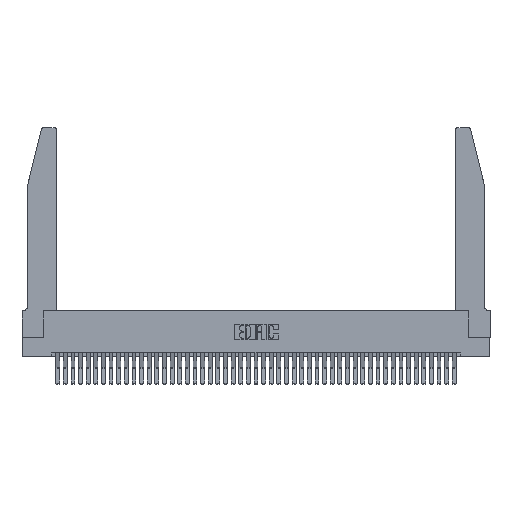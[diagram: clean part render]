
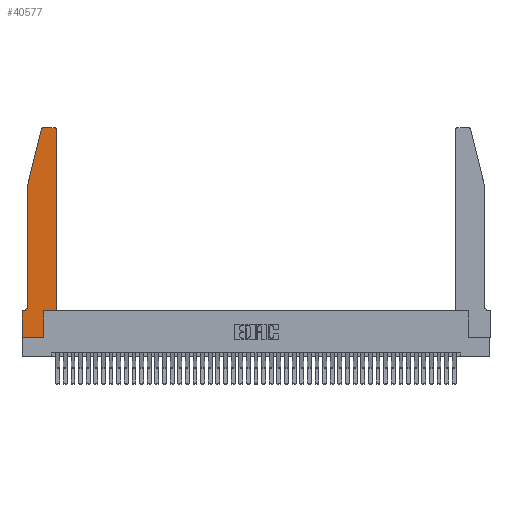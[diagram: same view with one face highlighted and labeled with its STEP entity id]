
A CAD part, top view. The second image highlights one B-rep face of the part: STEP entity #40577.
In plain terms, the highlighted planar face has unit normal (0, 0, 1).
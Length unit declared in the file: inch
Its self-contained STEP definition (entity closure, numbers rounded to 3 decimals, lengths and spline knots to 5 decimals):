
#162 = LINE ( 'NONE', #25214, #25621 ) ;
#230 = EDGE_CURVE ( 'NONE', #23103, #26804, #162, .T. ) ;
#800 = CARTESIAN_POINT ( 'NONE',  ( 0.0755, 2., 0.37 ) ) ;
#1044 = DIRECTION ( 'NONE',  ( -1., 0., 0. ) ) ;
#2395 = VERTEX_POINT ( 'NONE', #36424 ) ;
#2764 = VERTEX_POINT ( 'NONE', #22758 ) ;
#3092 = ORIENTED_EDGE ( 'NONE', *, *, #33535, .T. ) ;
#4717 = EDGE_CURVE ( 'NONE', #35565, #2764, #13020, .T. ) ;
#6152 = DIRECTION ( 'NONE',  ( 0., 0., 1. ) ) ;
#6190 = VECTOR ( 'NONE', #24504, 39.37008 ) ;
#6301 = AXIS2_PLACEMENT_3D ( 'NONE', #35049, #28216, #7483 ) ;
#6489 = CARTESIAN_POINT ( 'NONE',  ( 0.284, 2.75, 0.37 ) ) ;
#6833 = DIRECTION ( 'NONE',  ( 0., 1., 0. ) ) ;
#7321 = LINE ( 'NONE', #11365, #8407 ) ;
#7483 = DIRECTION ( 'NONE',  ( 1., 0., 0. ) ) ;
#7494 = ORIENTED_EDGE ( 'NONE', *, *, #28840, .T. ) ;
#7654 = VECTOR ( 'NONE', #37840, 39.37008 ) ;
#7868 = EDGE_CURVE ( 'NONE', #13248, #21233, #17193, .T. ) ;
#7892 = ORIENTED_EDGE ( 'NONE', *, *, #230, .T. ) ;
#8407 = VECTOR ( 'NONE', #27746, 39.37008 ) ;
#8615 = EDGE_LOOP ( 'NONE', ( #7892, #21375, #17491, #19168, #34915, #3092, #41427, #22598, #36921, #25110, #39973, #7494 ) ) ;
#11033 = DIRECTION ( 'NONE',  ( 1., 0., 0. ) ) ;
#11365 = CARTESIAN_POINT ( 'NONE',  ( 0., 0., 0.37 ) ) ;
#12536 = AXIS2_PLACEMENT_3D ( 'NONE', #37251, #6152, #40658 ) ;
#13020 = CIRCLE ( 'NONE', #29103, 0.07 ) ;
#13248 = VERTEX_POINT ( 'NONE', #23039 ) ;
#13407 = VECTOR ( 'NONE', #11033, 39.37008 ) ;
#13674 = VERTEX_POINT ( 'NONE', #800 ) ;
#14777 = CIRCLE ( 'NONE', #12536, 0.03 ) ;
#15352 = CARTESIAN_POINT ( 'NONE',  ( 0.4205, 2.75, 0.37 ) ) ;
#15463 = DIRECTION ( 'NONE',  ( -0.239, -0.971, 0. ) ) ;
#17193 = LINE ( 'NONE', #22075, #13407 ) ;
#17390 = DIRECTION ( 'NONE',  ( 0., 0., -1. ) ) ;
#17491 = ORIENTED_EDGE ( 'NONE', *, *, #43389, .T. ) ;
#18380 = CARTESIAN_POINT ( 'NONE',  ( 0.0755, 0.42, 0.37 ) ) ;
#19168 = ORIENTED_EDGE ( 'NONE', *, *, #39335, .T. ) ;
#19238 = LINE ( 'NONE', #21166, #6190 ) ;
#19632 = CARTESIAN_POINT ( 'NONE',  ( 0., 0., 0.37 ) ) ;
#19770 = CIRCLE ( 'NONE', #34939, 0.03 ) ;
#19952 = EDGE_CURVE ( 'NONE', #41461, #13248, #19238, .T. ) ;
#21166 = CARTESIAN_POINT ( 'NONE',  ( 0.2865, 0.35, 0.37 ) ) ;
#21210 = CARTESIAN_POINT ( 'NONE',  ( 0.0755, 0.35, 0.37 ) ) ;
#21233 = VERTEX_POINT ( 'NONE', #25004 ) ;
#21375 = ORIENTED_EDGE ( 'NONE', *, *, #25390, .T. ) ;
#22075 = CARTESIAN_POINT ( 'NONE',  ( 0.4505, 0.35, 0.37 ) ) ;
#22598 = ORIENTED_EDGE ( 'NONE', *, *, #41041, .T. ) ;
#22740 = VERTEX_POINT ( 'NONE', #36647 ) ;
#22758 = CARTESIAN_POINT ( 'NONE',  ( 0.0055, 0.35, 0.37 ) ) ;
#23039 = CARTESIAN_POINT ( 'NONE',  ( 0.2865, 0.35, 0.37 ) ) ;
#23103 = VERTEX_POINT ( 'NONE', #15352 ) ;
#23162 = CARTESIAN_POINT ( 'NONE',  ( 0.4505, 2.72, 0.37 ) ) ;
#23438 = VECTOR ( 'NONE', #15463, 39.37008 ) ;
#24504 = DIRECTION ( 'NONE',  ( 0., 1., 0. ) ) ;
#24586 = PLANE ( 'NONE',  #6301 ) ;
#24729 = LINE ( 'NONE', #21210, #42207 ) ;
#25004 = CARTESIAN_POINT ( 'NONE',  ( 0.4505, 0.35, 0.37 ) ) ;
#25110 = ORIENTED_EDGE ( 'NONE', *, *, #7868, .T. ) ;
#25214 = CARTESIAN_POINT ( 'NONE',  ( 0.2605, 2.75, 0.37 ) ) ;
#25390 = EDGE_CURVE ( 'NONE', #26804, #22740, #14777, .T. ) ;
#25621 = VECTOR ( 'NONE', #34770, 39.37008 ) ;
#25745 = VERTEX_POINT ( 'NONE', #38280 ) ;
#26804 = VERTEX_POINT ( 'NONE', #6489 ) ;
#27342 = DIRECTION ( 'NONE',  ( 1., 0., 0. ) ) ;
#27746 = DIRECTION ( 'NONE',  ( 1., 0., 0. ) ) ;
#28216 = DIRECTION ( 'NONE',  ( 0., 0., 1. ) ) ;
#28702 = EDGE_CURVE ( 'NONE', #2395, #25745, #30595, .T. ) ;
#28840 = EDGE_CURVE ( 'NONE', #30041, #23103, #19770, .T. ) ;
#29103 = AXIS2_PLACEMENT_3D ( 'NONE', #29376, #17390, #40184 ) ;
#29376 = CARTESIAN_POINT ( 'NONE',  ( 0.0055, 0.42, 0.37 ) ) ;
#29389 = CARTESIAN_POINT ( 'NONE',  ( 0.0755, 2., 0.37 ) ) ;
#30041 = VERTEX_POINT ( 'NONE', #23162 ) ;
#30200 = LINE ( 'NONE', #41774, #43289 ) ;
#30595 = LINE ( 'NONE', #19632, #38724 ) ;
#30628 = CARTESIAN_POINT ( 'NONE',  ( 0.2865, 0., 0.37 ) ) ;
#32688 = EDGE_CURVE ( 'NONE', #21233, #30041, #30200, .T. ) ;
#33535 = EDGE_CURVE ( 'NONE', #2764, #2395, #24729, .T. ) ;
#33559 = FACE_OUTER_BOUND ( 'NONE', #8615, .T. ) ;
#34459 = CARTESIAN_POINT ( 'NONE',  ( 0.0755, 2., 0.37 ) ) ;
#34770 = DIRECTION ( 'NONE',  ( -1., 0., 0. ) ) ;
#34808 = LINE ( 'NONE', #29389, #23438 ) ;
#34915 = ORIENTED_EDGE ( 'NONE', *, *, #4717, .T. ) ;
#34939 = AXIS2_PLACEMENT_3D ( 'NONE', #37988, #41247, #27342 ) ;
#35049 = CARTESIAN_POINT ( 'NONE',  ( 0., 0.35, 0.37 ) ) ;
#35565 = VERTEX_POINT ( 'NONE', #18380 ) ;
#36424 = CARTESIAN_POINT ( 'NONE',  ( 0., 0.35, 0.37 ) ) ;
#36647 = CARTESIAN_POINT ( 'NONE',  ( 0.25487, 2.72718, 0.37 ) ) ;
#36921 = ORIENTED_EDGE ( 'NONE', *, *, #19952, .T. ) ;
#37251 = CARTESIAN_POINT ( 'NONE',  ( 0.284, 2.72, 0.37 ) ) ;
#37840 = DIRECTION ( 'NONE',  ( 0., -1., 0. ) ) ;
#37988 = CARTESIAN_POINT ( 'NONE',  ( 0.4205, 2.72, 0.37 ) ) ;
#38280 = CARTESIAN_POINT ( 'NONE',  ( 0., 0., 0.37 ) ) ;
#38614 = LINE ( 'NONE', #34459, #7654 ) ;
#38724 = VECTOR ( 'NONE', #40797, 39.37008 ) ;
#39335 = EDGE_CURVE ( 'NONE', #13674, #35565, #38614, .T. ) ;
#39973 = ORIENTED_EDGE ( 'NONE', *, *, #32688, .T. ) ;
#40184 = DIRECTION ( 'NONE',  ( -1., 0., 0. ) ) ;
#40577 = ADVANCED_FACE ( 'NONE', ( #33559 ), #24586, .T. ) ;
#40658 = DIRECTION ( 'NONE',  ( 1., 0., 0. ) ) ;
#40797 = DIRECTION ( 'NONE',  ( 0., -1., 0. ) ) ;
#41041 = EDGE_CURVE ( 'NONE', #25745, #41461, #7321, .T. ) ;
#41247 = DIRECTION ( 'NONE',  ( 0., 0., 1. ) ) ;
#41427 = ORIENTED_EDGE ( 'NONE', *, *, #28702, .T. ) ;
#41461 = VERTEX_POINT ( 'NONE', #30628 ) ;
#41774 = CARTESIAN_POINT ( 'NONE',  ( 0.4505, 0.35, 0.37 ) ) ;
#42207 = VECTOR ( 'NONE', #1044, 39.37008 ) ;
#43289 = VECTOR ( 'NONE', #6833, 39.37008 ) ;
#43389 = EDGE_CURVE ( 'NONE', #22740, #13674, #34808, .T. ) ;
